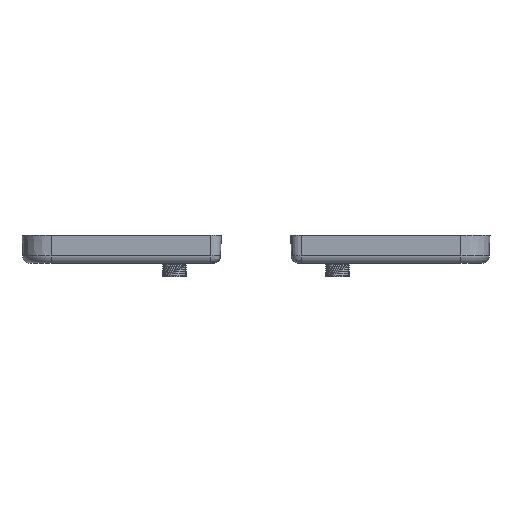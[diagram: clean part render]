
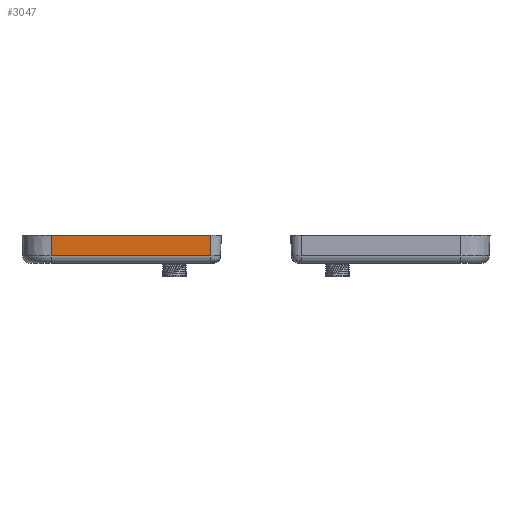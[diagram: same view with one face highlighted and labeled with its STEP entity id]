
A CAD part, left-side view. The second image highlights one B-rep face of the part: STEP entity #3047.
In plain terms, the highlighted planar face has unit normal (-0.999, 0, -0.035).
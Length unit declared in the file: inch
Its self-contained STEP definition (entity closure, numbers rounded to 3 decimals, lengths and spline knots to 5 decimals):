
#449=FACE_OUTER_BOUND('',#638,.T.);
#638=EDGE_LOOP('',(#2604,#2605,#2606,#2607));
#917=LINE('',#7862,#1164);
#925=LINE('',#7899,#1172);
#926=LINE('',#7903,#1173);
#927=LINE('',#7904,#1174);
#1164=VECTOR('',#4061,2.13);
#1172=VECTOR('',#4085,0.27866);
#1173=VECTOR('',#4090,0.27866);
#1174=VECTOR('',#4091,2.13);
#1453=VERTEX_POINT('',#7854);
#1455=VERTEX_POINT('',#7860);
#1461=VERTEX_POINT('',#7898);
#1462=VERTEX_POINT('',#7902);
#1849=EDGE_CURVE('',#1455,#1453,#917,.T.);
#1861=EDGE_CURVE('',#1453,#1461,#925,.T.);
#1863=EDGE_CURVE('',#1455,#1462,#926,.T.);
#1864=EDGE_CURVE('',#1462,#1461,#927,.T.);
#2604=ORIENTED_EDGE('',*,*,#1849,.F.);
#2605=ORIENTED_EDGE('',*,*,#1863,.T.);
#2606=ORIENTED_EDGE('',*,*,#1864,.T.);
#2607=ORIENTED_EDGE('',*,*,#1861,.F.);
#2902=PLANE('',#3367);
#3047=ADVANCED_FACE('',(#449),#2902,.T.);
#3367=AXIS2_PLACEMENT_3D('',#7901,#4088,#4089);
#4061=DIRECTION('',(0.,1.,0.));
#4085=DIRECTION('',(-0.035,0.,0.999));
#4088=DIRECTION('center_axis',(-0.999,0.,-0.035));
#4089=DIRECTION('ref_axis',(0.,-1.,0.));
#4090=DIRECTION('',(-0.035,0.,0.999));
#4091=DIRECTION('',(0.,1.,0.));
#7854=CARTESIAN_POINT('',(-0.75337,0.94,0.09651));
#7860=CARTESIAN_POINT('',(-0.75337,-1.19,0.09651));
#7862=CARTESIAN_POINT('',(-0.75337,-1.19,0.09651));
#7898=CARTESIAN_POINT('',(-0.7631,0.94,0.375));
#7899=CARTESIAN_POINT('',(-0.75337,0.94,0.09651));
#7901=CARTESIAN_POINT('Origin',(-0.75,-1.19,0.));
#7902=CARTESIAN_POINT('',(-0.7631,-1.19,0.375));
#7903=CARTESIAN_POINT('',(-0.75337,-1.19,0.09651));
#7904=CARTESIAN_POINT('',(-0.7631,-1.19,0.375));
